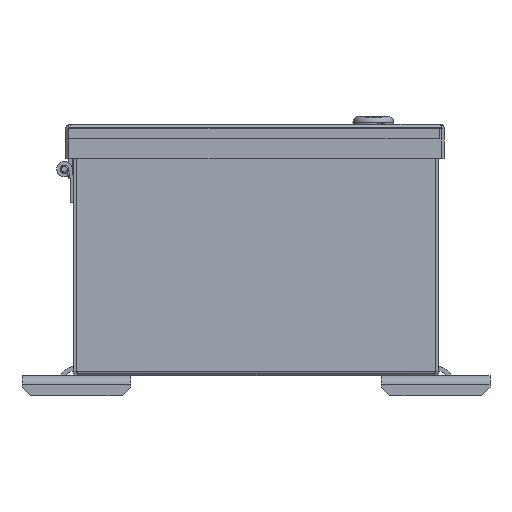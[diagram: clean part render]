
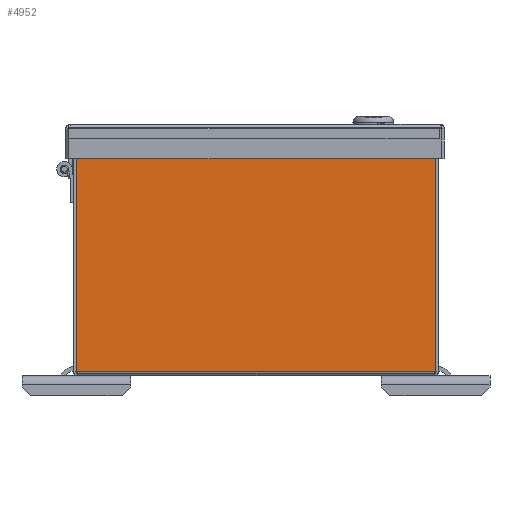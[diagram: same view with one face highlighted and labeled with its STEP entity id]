
A CAD part, front view. The second image highlights one B-rep face of the part: STEP entity #4952.
In plain terms, the highlighted planar face has unit normal (0, -1, 0).
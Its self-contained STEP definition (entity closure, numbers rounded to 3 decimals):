
#4952 = ADVANCED_FACE( '', ( #10010 ), #10011, .F. );
#10010 = FACE_OUTER_BOUND( '', #39687, .T. );
#10011 = PLANE( '', #39688 );
#39687 = EDGE_LOOP( '', ( #56566, #56567, #56568, #56569, #56570, #56571 ) );
#39688 = AXIS2_PLACEMENT_3D( '', #56572, #56573, #56574 );
#56566 = ORIENTED_EDGE( '', *, *, #60105, .T. );
#56567 = ORIENTED_EDGE( '', *, *, #60047, .F. );
#56568 = ORIENTED_EDGE( '', *, *, #60819, .T. );
#56569 = ORIENTED_EDGE( '', *, *, #60866, .T. );
#56570 = ORIENTED_EDGE( '', *, *, #60024, .T. );
#56571 = ORIENTED_EDGE( '', *, *, #59381, .T. );
#56572 = CARTESIAN_POINT( '', ( -698.348, -304.8, 0. ) );
#56573 = DIRECTION( '', ( 0., 1., 0. ) );
#56574 = DIRECTION( '', ( 0., 0., 1. ) );
#59381 = EDGE_CURVE( '', #64501, #64498, #64502, .T. );
#60024 = EDGE_CURVE( '', #65660, #64501, #65661, .T. );
#60047 = EDGE_CURVE( '', #65697, #65699, #65700, .T. );
#60105 = EDGE_CURVE( '', #64498, #65699, #65799, .T. );
#60819 = EDGE_CURVE( '', #65697, #67011, #67012, .T. );
#60866 = EDGE_CURVE( '', #67011, #65660, #67081, .F. );
#64498 = VERTEX_POINT( '', #72011 );
#64501 = VERTEX_POINT( '', #72015 );
#64502 = LINE( '', #72016, #72017 );
#65660 = VERTEX_POINT( '', #75038 );
#65661 = LINE( '', #75039, #75040 );
#65697 = VERTEX_POINT( '', #75108 );
#65699 = VERTEX_POINT( '', #75119 );
#65700 = LINE( '', #75120, #75121 );
#65799 = LINE( '', #75374, #75375 );
#67011 = VERTEX_POINT( '', #78301 );
#67012 = LINE( '', #78302, #78303 );
#67081 = LINE( '', #78489, #78490 );
#72011 = CARTESIAN_POINT( '', ( 100.073, -304.8, 124.653 ) );
#72015 = CARTESIAN_POINT( '', ( 100.073, -304.8, 2.337 ) );
#72016 = CARTESIAN_POINT( '', ( 100.073, -304.8, 0. ) );
#72017 = VECTOR( '', #90575, 1000. );
#75038 = CARTESIAN_POINT( '', ( -100.073, -304.8, 2.337 ) );
#75039 = CARTESIAN_POINT( '', ( -698.348, -304.8, 2.337 ) );
#75040 = VECTOR( '', #91081, 1000. );
#75108 = CARTESIAN_POINT( '', ( -100.063, -304.8, 124.663 ) );
#75119 = CARTESIAN_POINT( '', ( 100.063, -304.8, 124.663 ) );
#75120 = CARTESIAN_POINT( '', ( -698.348, -304.8, 124.663 ) );
#75121 = VECTOR( '', #91093, 1000. );
#75374 = CARTESIAN_POINT( '', ( 100.608, -304.8, 124.118 ) );
#75375 = VECTOR( '', #91139, 1000. );
#78301 = CARTESIAN_POINT( '', ( -100.073, -304.8, 124.653 ) );
#78302 = CARTESIAN_POINT( '', ( -90.217, -304.8, 134.509 ) );
#78303 = VECTOR( '', #91737, 1000. );
#78489 = CARTESIAN_POINT( '', ( -100.073, -304.8, 0. ) );
#78490 = VECTOR( '', #91776, 1000. );
#90575 = DIRECTION( '', ( 0., 0., 1. ) );
#91081 = DIRECTION( '', ( 1., 0., 0. ) );
#91093 = DIRECTION( '', ( 1., 0., 0. ) );
#91139 = DIRECTION( '', ( -0.707, 0., 0.707 ) );
#91737 = DIRECTION( '', ( -0.707, 0., -0.707 ) );
#91776 = DIRECTION( '', ( 0., 0., 1. ) );
